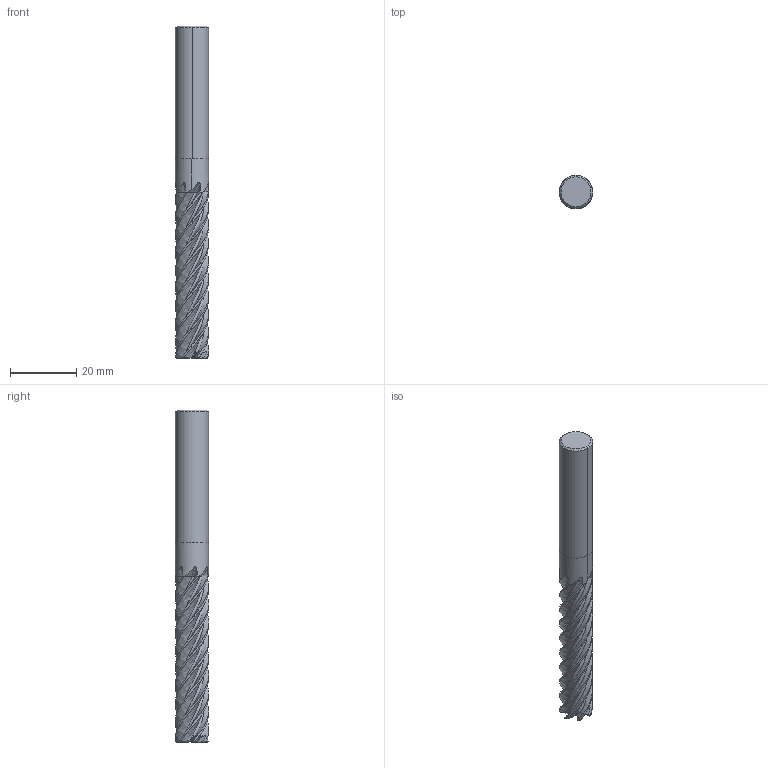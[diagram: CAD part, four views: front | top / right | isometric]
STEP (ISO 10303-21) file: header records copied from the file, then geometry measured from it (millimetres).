
FILE_DESCRIPTION(('no description'),'unknown implementation level');
FILE_NAME('EXPK1-M03-0233-10-Detail.stp',' ',('CIMSOURCE GmbH'),('CADClick - KiM GmbH - www.kimweb.de'),'unknown preprocess','ACIS','unknown authorization');
FILE_SCHEMA(('automotive_design'));
Length unit declared in the file: millimetre
Products named in the file (2): NOCUT; CUT
Bounding box: 10 x 10 x 100 mm (x, y, z)
Volume: 6305.6 mm3; surface area: 5620.3 mm2
Topology: 2 solids, 2 shells, 233 faces, 676 edges, 447 vertices
Faces by surface type: plane 95, bspline 63, cone 30, revolution 28, cylinder 10, torus 7
Entity records: 50246 total; most frequent: CARTESIAN_POINT 37273, STYLED_ITEM 1358, PRESENTATION_STYLE_ASSIGNMENT 1358, COLOUR_RGB 1358, ORIENTED_EDGE 1352, DIRECTION 845, EDGE_CURVE 676, CURVE_STYLE 676
